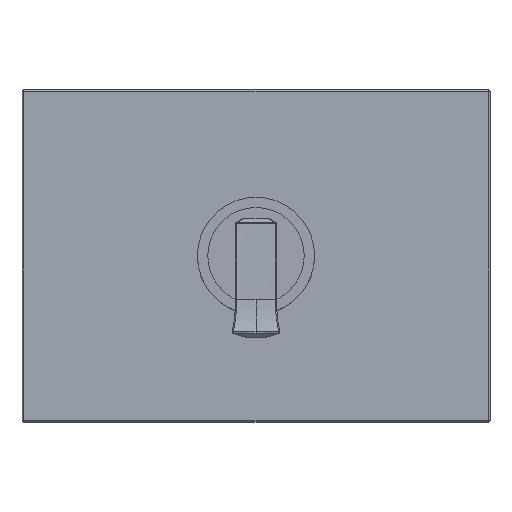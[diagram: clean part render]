
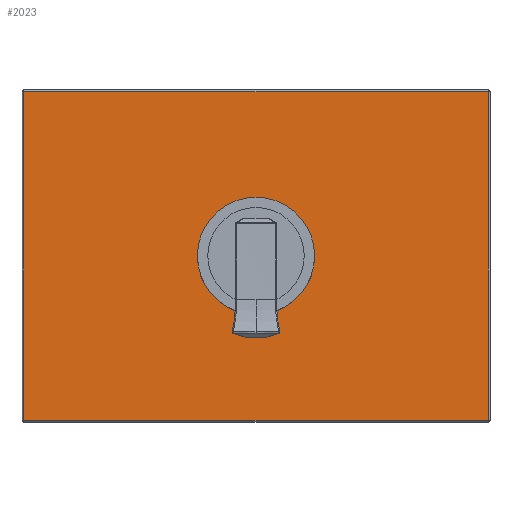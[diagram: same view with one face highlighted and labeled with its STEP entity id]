
A CAD part, top view. The second image highlights one B-rep face of the part: STEP entity #2023.
In plain terms, the highlighted planar face has unit normal (0, 0, 1).
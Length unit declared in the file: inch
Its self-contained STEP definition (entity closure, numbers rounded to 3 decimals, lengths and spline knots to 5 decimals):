
#2=DIRECTION('',(1.,0.,0.));
#3=VECTOR('',#2,7.69);
#4=CARTESIAN_POINT('',(-3.845,-2.72,0.375));
#5=LINE('',#4,#3);
#6=DIRECTION('',(0.,-1.,0.));
#7=VECTOR('',#6,5.44);
#8=CARTESIAN_POINT('',(-3.845,2.72,0.375));
#9=LINE('',#8,#7);
#10=DIRECTION('',(-1.,0.,0.));
#11=VECTOR('',#10,7.69);
#12=CARTESIAN_POINT('',(3.845,2.72,0.375));
#13=LINE('',#12,#11);
#14=DIRECTION('',(0.,1.,0.));
#15=VECTOR('',#14,5.44);
#16=CARTESIAN_POINT('',(3.845,-2.72,0.375));
#17=LINE('',#16,#15);
#18=CARTESIAN_POINT('',(0.,0.,0.375));
#19=DIRECTION('',(0.,0.,-1.));
#20=DIRECTION('',(0.,1.,0.));
#21=AXIS2_PLACEMENT_3D('',#18,#19,#20);
#23=CARTESIAN_POINT('',(0.,0.,0.375));
#24=DIRECTION('',(0.,0.,-1.));
#25=DIRECTION('',(0.,-1.,0.));
#26=AXIS2_PLACEMENT_3D('',#23,#24,#25);
#1749=CARTESIAN_POINT('',(-3.845,-2.72,0.375));
#1750=CARTESIAN_POINT('',(3.845,-2.72,0.375));
#1751=VERTEX_POINT('',#1749);
#1752=VERTEX_POINT('',#1750);
#1757=CARTESIAN_POINT('',(3.845,2.72,0.375));
#1758=VERTEX_POINT('',#1757);
#1763=CARTESIAN_POINT('',(-3.845,2.72,0.375));
#1764=VERTEX_POINT('',#1763);
#1801=CARTESIAN_POINT('',(0.,0.97,0.375));
#1802=CARTESIAN_POINT('',(0.,-0.97,0.375));
#1803=VERTEX_POINT('',#1801);
#1804=VERTEX_POINT('',#1802);
#2002=CARTESIAN_POINT('',(0.,0.,0.375));
#2003=DIRECTION('',(0.,0.,1.));
#2004=DIRECTION('',(1.,0.,0.));
#2005=AXIS2_PLACEMENT_3D('',#2002,#2003,#2004);
#2006=PLANE('',#2005);
#2008=ORIENTED_EDGE('',*,*,#2007,.F.);
#2010=ORIENTED_EDGE('',*,*,#2009,.F.);
#2012=ORIENTED_EDGE('',*,*,#2011,.F.);
#2014=ORIENTED_EDGE('',*,*,#2013,.F.);
#2015=EDGE_LOOP('',(#2008,#2010,#2012,#2014));
#2016=FACE_OUTER_BOUND('',#2015,.F.);
#2018=ORIENTED_EDGE('',*,*,#2017,.F.);
#2020=ORIENTED_EDGE('',*,*,#2019,.F.);
#2021=EDGE_LOOP('',(#2018,#2020));
#2022=FACE_BOUND('',#2021,.F.);
#2023=ADVANCED_FACE('',(#2016,#2022),#2006,.T.);
#22=CIRCLE('',#21,0.97);
#27=CIRCLE('',#26,0.97);
#2007=EDGE_CURVE('',#1751,#1752,#5,.T.);
#2009=EDGE_CURVE('',#1764,#1751,#9,.T.);
#2011=EDGE_CURVE('',#1758,#1764,#13,.T.);
#2013=EDGE_CURVE('',#1752,#1758,#17,.T.);
#2017=EDGE_CURVE('',#1803,#1804,#22,.T.);
#2019=EDGE_CURVE('',#1804,#1803,#27,.T.);
